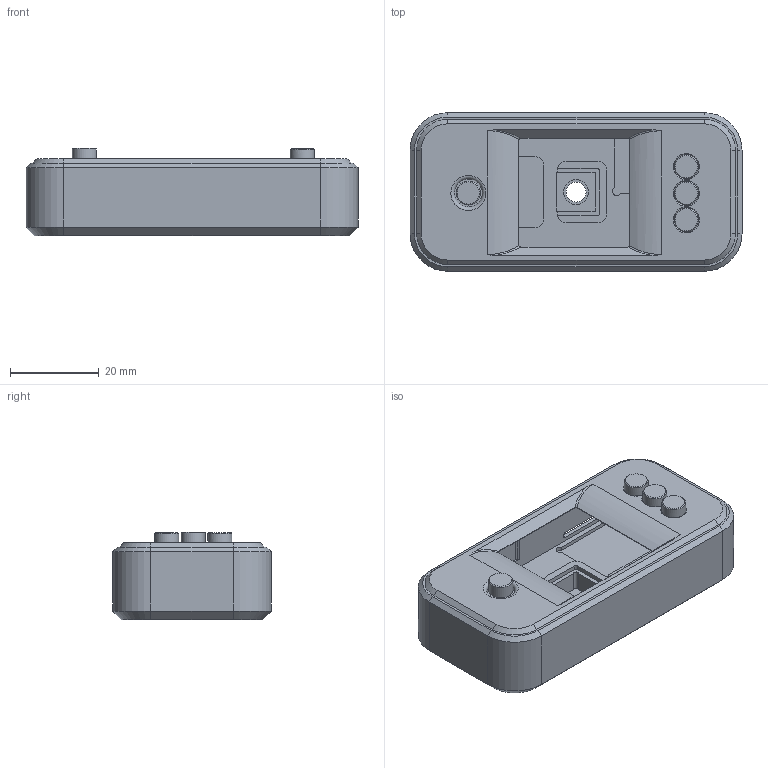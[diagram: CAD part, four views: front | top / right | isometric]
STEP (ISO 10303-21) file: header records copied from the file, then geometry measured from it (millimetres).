
FILE_DESCRIPTION(/* description */ (''),/* implementation_level */ '2;1');
FILE_NAME(/* name */ 'mt_v2_rectangle.step',/* time_stamp */ '2025-08-31T15:16:26-05:00',/* author */ (''),/* organization */ (''),/* preprocessor_version */ 'ST-DEVELOPER v20.1',/* originating_system */ 'Autodesk Translation Framework v14.10.0.0',/* authorisation */ '');
FILE_SCHEMA (('AUTOMOTIVE_DESIGN { 1 0 10303 214 3 1 1 }'));
Products named in the file (1): MT01
Bounding box: 74.8 x 35.7 x 19.8 mm (x, y, z)
Volume: 16406.7 mm3; surface area: 15922.9 mm2
Topology: 6 solids, 6 shells, 424 faces, 1144 edges, 752 vertices
Faces by surface type: cylinder 223, plane 166, cone 19, bspline 12, torus 4
Full cylindrical faces by diameter (mm): 2.075 x24, 2.58 x27, 2.75 x4, 4 x1, 4.5 x1, 5.4 x4, 5.46 x3, 5.6 x1, 6 x8, 6.3 x1, 15 x1
Entity records: 35888 total; most frequent: CARTESIAN_POINT 25123, ORIENTED_EDGE 2288, DIRECTION 2198, EDGE_CURVE 1144, AXIS2_PLACEMENT_3D 805, VERTEX_POINT 752, LINE 588, VECTOR 588
